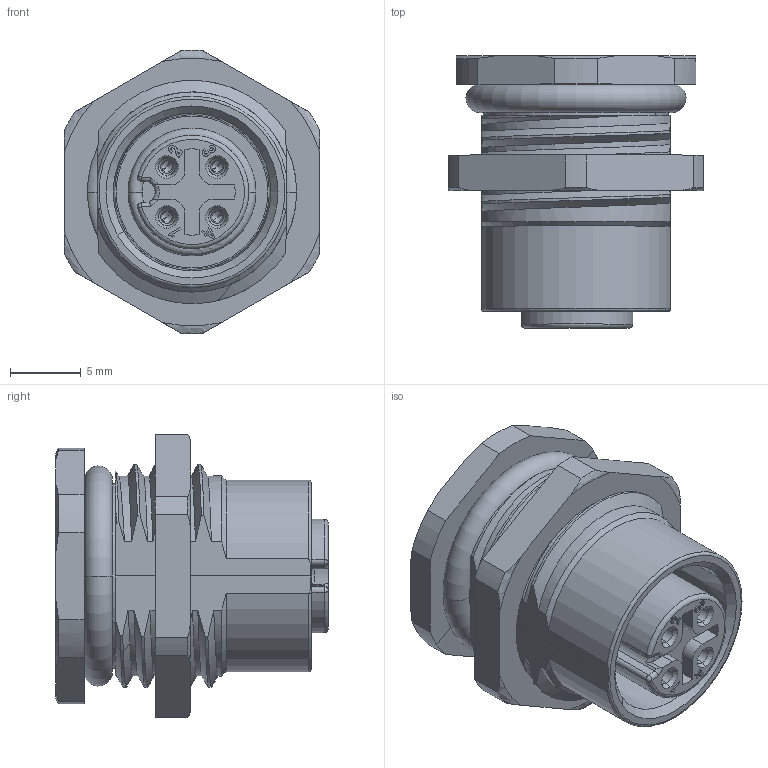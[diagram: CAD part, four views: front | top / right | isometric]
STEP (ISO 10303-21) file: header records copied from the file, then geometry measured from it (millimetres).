
FILE_DESCRIPTION((''),'2;1');
FILE_NAME('PRT0001','2020-12-25T',('cm.zhong'),(''),'PRO/ENGINEER BY PARAMETRIC TECHNOLOGY CORPORATION, 2012480','PRO/ENGINEER BY PARAMETRIC TECHNOLOGY CORPORATION, 2012480','');
FILE_SCHEMA(('CONFIG_CONTROL_DESIGN'));
Length unit declared in the file: millimetre
Products named in the file (1): PRT0001
Bounding box: 18 x 19.2 x 19.99 mm (x, y, z)
Volume: 2316.2 mm3; surface area: 3735 mm2
Topology: 1 solids, 10 shells, 624 faces, 1674 edges, 1072 vertices
Faces by surface type: plane 195, cylinder 140, cone 120, extrusion 86, torus 44, bspline 35, sphere 4
Entity records: 25079 total; most frequent: CARTESIAN_POINT 10063, ORIENTED_EDGE 3312, DIRECTION 2782, EDGE_CURVE 1656, VERTEX_POINT 1072, AXIS2_PLACEMENT_3D 1006, VECTOR 770, LINE 684
